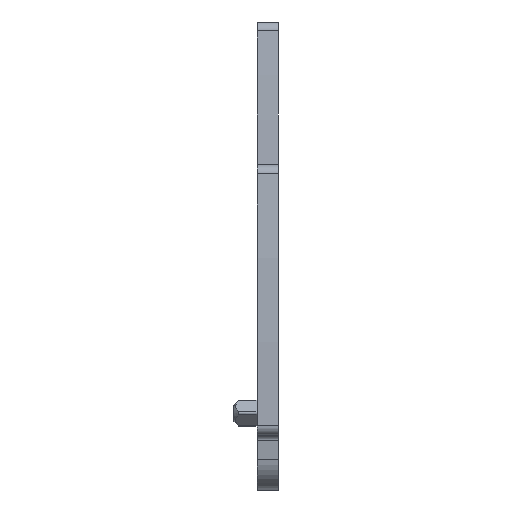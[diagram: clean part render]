
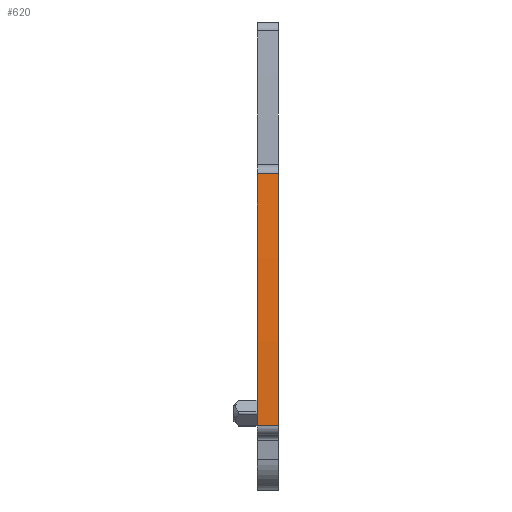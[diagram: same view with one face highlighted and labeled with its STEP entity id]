
A CAD part, front view. The second image highlights one B-rep face of the part: STEP entity #620.
In plain terms, the highlighted cylindrical face has radius 191.632 mm (diameter 383.264 mm), a partial arc.
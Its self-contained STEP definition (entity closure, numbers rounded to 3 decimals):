
#126=AXIS2_PLACEMENT_3D('Circle Axis2P3D',#124,#125,$) ;
#576=AXIS2_PLACEMENT_3D('Circle Axis2P3D',#574,#575,$) ;
#607=AXIS2_PLACEMENT_3D('Cylinder Axis2P3D',#604,#605,#606) ;
#93=CARTESIAN_POINT('Line Origine',(3.35,0.034,6.381)) ;
#97=CARTESIAN_POINT('Vertex',(2.3,0.034,6.381)) ;
#99=CARTESIAN_POINT('Vertex',(4.4,0.034,6.381)) ;
#124=CARTESIAN_POINT('Axis2P3D Location',(2.3,191.632,10.)) ;
#128=CARTESIAN_POINT('Vertex',(2.3,1.206,31.462)) ;
#571=CARTESIAN_POINT('Vertex',(4.4,1.206,31.462)) ;
#574=CARTESIAN_POINT('Axis2P3D Location',(4.4,191.632,10.)) ;
#604=CARTESIAN_POINT('Axis2P3D Location',(3.35,191.632,10.)) ;
#609=CARTESIAN_POINT('Line Origine',(3.35,1.206,31.462)) ;
#94=DIRECTION('Vector Direction',(1.,0.,0.)) ;
#125=DIRECTION('Axis2P3D Direction',(1.,0.,0.)) ;
#575=DIRECTION('Axis2P3D Direction',(1.,0.,0.)) ;
#605=DIRECTION('Axis2P3D Direction',(1.,0.,0.)) ;
#606=DIRECTION('Axis2P3D XDirection',(0.,-0.994,0.112)) ;
#610=DIRECTION('Vector Direction',(1.,0.,0.)) ;
#95=VECTOR('Line Direction',#94,1.) ;
#611=VECTOR('Line Direction',#610,1.) ;
#615=ORIENTED_EDGE('',*,*,#613,.F.) ;
#616=ORIENTED_EDGE('',*,*,#130,.T.) ;
#617=ORIENTED_EDGE('',*,*,#101,.T.) ;
#618=ORIENTED_EDGE('',*,*,#578,.F.) ;
#620=ADVANCED_FACE('Assembly',(#619),#608,.T.) ;
#127=CIRCLE('generated circle',#126,191.632) ;
#577=CIRCLE('generated circle',#576,191.632) ;
#608=CYLINDRICAL_SURFACE('generated cylinder',#607,191.632) ;
#101=EDGE_CURVE('',#98,#100,#96,.T.) ;
#130=EDGE_CURVE('',#129,#98,#127,.T.) ;
#578=EDGE_CURVE('',#572,#100,#577,.T.) ;
#613=EDGE_CURVE('',#129,#572,#612,.T.) ;
#614=EDGE_LOOP('',(#615,#616,#617,#618)) ;
#619=FACE_OUTER_BOUND('',#614,.T.) ;
#96=LINE('Line',#93,#95) ;
#612=LINE('Line',#609,#611) ;
#98=VERTEX_POINT('',#97) ;
#100=VERTEX_POINT('',#99) ;
#129=VERTEX_POINT('',#128) ;
#572=VERTEX_POINT('',#571) ;
